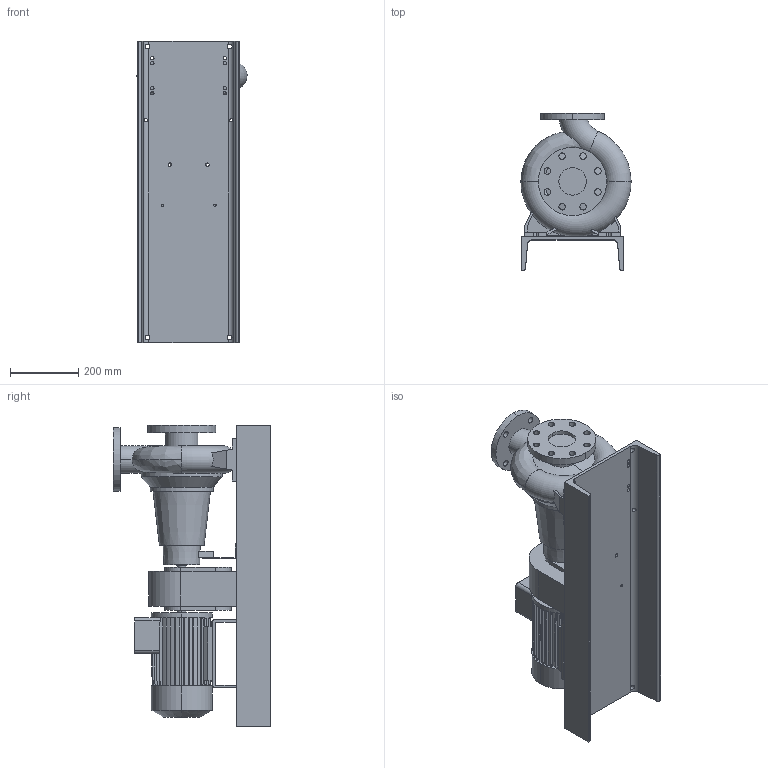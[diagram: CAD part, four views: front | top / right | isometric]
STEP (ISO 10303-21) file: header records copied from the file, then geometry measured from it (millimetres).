
FILE_DESCRIPTION (( 'STEP AP203' ), '1' );
FILE_NAME ('10018071swa00.step', '2023-07-07T12:30:12', ( '' ), ( '' ), 'SwSTEP 2.0', 'SolidWorks 2020', '' );
FILE_SCHEMA (( 'CONFIG_CONTROL_DESIGN' ));
Length unit declared in the file: millimetre
Products named in the file (5): 10018072swp00_90S; 10018071swa00; 10018097swp00_MCG 05 N4 65-160 90; 10012573swp00_180; 10017783swp00_65-160
Assembly tree (4 placements, depth 2):
  10018071swa00
    10017783swp00_65-160
    10018097swp00_MCG 05 N4 65-160 90
    10018072swp00_90S
    10012573swp00_180
Bounding box: 321.99 x 460 x 880 mm (x, y, z)
Volume: 30335906.4 mm3; surface area: 2116506.7 mm2
Topology: 5 solids, 5 shells, 573 faces, 1641 edges, 1091 vertices
Faces by surface type: plane 376, cylinder 180, cone 10, torus 5, bspline 2
Entity records: 21304 total; most frequent: CARTESIAN_POINT 5395, ORIENTED_EDGE 3282, DIRECTION 3112, EDGE_CURVE 1641, VECTOR 1186, LINE 1186, VERTEX_POINT 1091, AXIS2_PLACEMENT_3D 963
